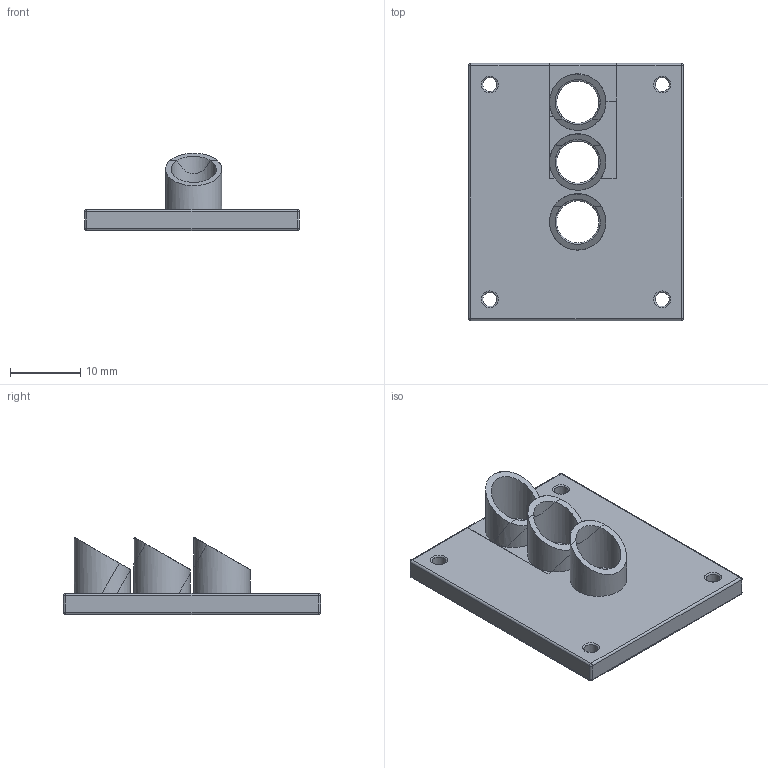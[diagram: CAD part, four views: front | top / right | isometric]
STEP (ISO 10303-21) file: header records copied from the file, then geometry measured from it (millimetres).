
FILE_DESCRIPTION(/* description */ ('','CAx-IF Rec.Pracs.---Representation and Presentation of Product Manufacturing Information (PMI)---4.0---2014-10-13'),/* implementation_level */ '2;1');
FILE_NAME(/* name */ 'Traffic Light Cover v9.step',/* time_stamp */ '2025-03-27T18:11:18-04:00',/* author */ (''),/* organization */ (''),/* preprocessor_version */ 'ST-DEVELOPER v20',/* originating_system */ 'Autodesk Translation Framework v13.20.0.188',/* authorisation */ '');
FILE_SCHEMA (('AP242_MANAGED_MODEL_BASED_3D_ENGINEERING_MIM_LF { 1 0 10303 442 1 1 4 }'));
Length unit declared in the file: millimetre
Products named in the file (1): Traffic Light Cover
Bounding box: 30.5 x 36.5 x 10.96 mm (x, y, z)
Volume: 3191.6 mm3; surface area: 3892.5 mm2
Topology: 6 solids, 6 shells, 144 faces, 356 edges, 224 vertices
Faces by surface type: plane 59, cylinder 52, torus 25, sphere 8
Full cylindrical faces by diameter (mm): 2 x4, 6 x1, 6.4 x2, 8 x2
Entity records: 4542 total; most frequent: CARTESIAN_POINT 992, DIRECTION 787, ORIENTED_EDGE 712, EDGE_CURVE 356, AXIS2_PLACEMENT_3D 313, VERTEX_POINT 224, LINE 161, VECTOR 161
